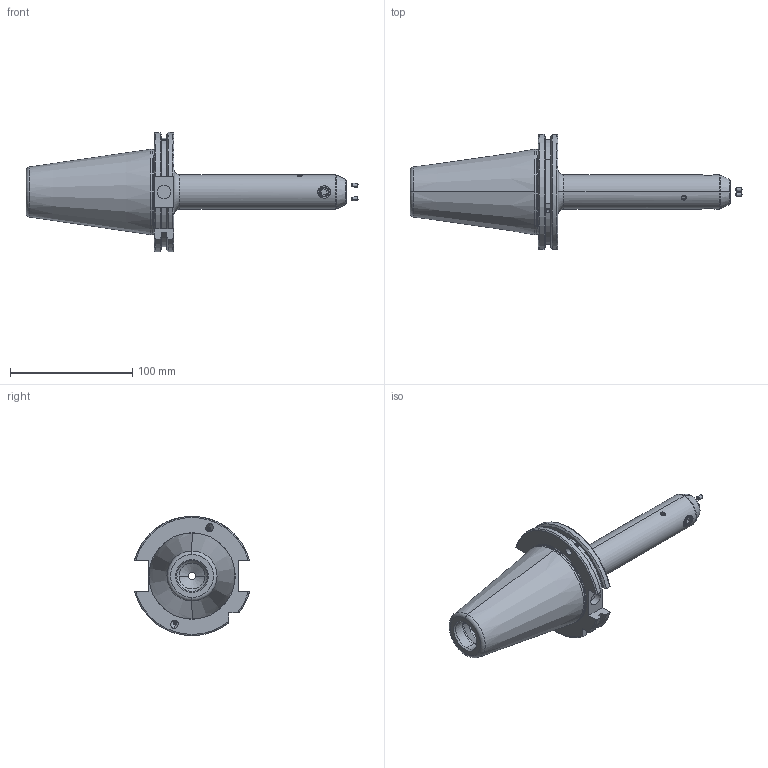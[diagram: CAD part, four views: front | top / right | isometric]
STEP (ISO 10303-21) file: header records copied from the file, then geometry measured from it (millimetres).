
FILE_DESCRIPTION (( 'STEP AP203' ), '1' );
FILE_NAME ('91506-WK208160.STEP', '2017-11-04T12:24:40', ( '' ), ( '' ), 'SwSTEP 2.0', 'SolidWorks 2009', '' );
FILE_SCHEMA (( 'CONFIG_CONTROL_DESIGN' ));
Length unit declared in the file: millimetre
Products named in the file (6): M4X4_DIN 913 - M4 x 4-N; 91506-WK208160; M3X5_DIN 913 - M3 x 5-N; Copy of M4X4_DIN 913 - M4 x 4-N; SK50EK08160FWW; M8X10._DIN 913 - M8 x 8-N
Assembly tree (8 placements, depth 2):
  91506-WK208160
    M4X4_DIN 913 - M4 x 4-N  x2
    M8X10._DIN 913 - M8 x 8-N
    Copy of M4X4_DIN 913 - M4 x 4-N  x2
    M3X5_DIN 913 - M3 x 5-N  x2
    SK50EK08160FWW
Bounding box: 271.4 x 94.05 x 97.5 mm (x, y, z)
Volume: 416133.9 mm3; surface area: 59397.4 mm2
Topology: 8 solids, 8 shells, 246 faces, 597 edges, 378 vertices
Faces by surface type: plane 95, cylinder 75, cone 52, torus 22, sphere 2
Entity records: 7612 total; most frequent: CARTESIAN_POINT 2113, DIRECTION 1012, ORIENTED_EDGE 1002, EDGE_CURVE 501, AXIS2_PLACEMENT_3D 395, VERTEX_POINT 318, EDGE_LOOP 229, VECTOR 222
